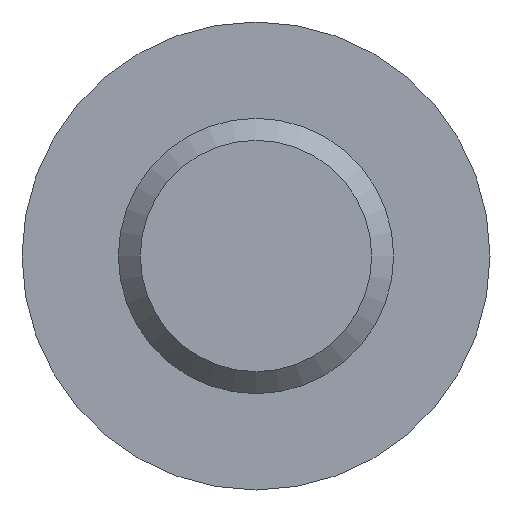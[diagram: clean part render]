
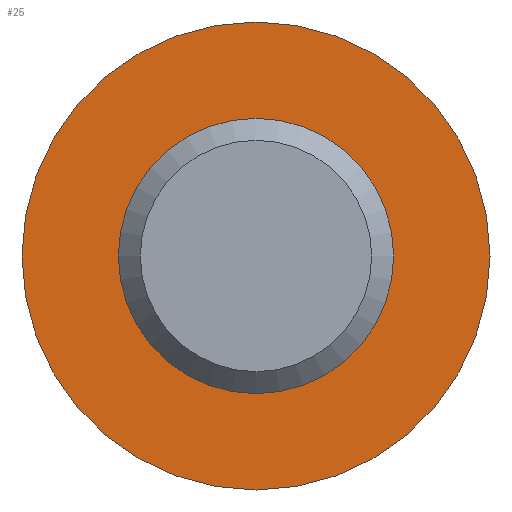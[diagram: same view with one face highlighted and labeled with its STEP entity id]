
A CAD part, front view. The second image highlights one B-rep face of the part: STEP entity #25.
In plain terms, the highlighted planar face has unit normal (0, -1, 0).
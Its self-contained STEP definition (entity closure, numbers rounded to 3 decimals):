
#25 = ADVANCED_FACE ( 'NONE', ( #311, #449 ), #326, .F. ) ;
#29 = ORIENTED_EDGE ( 'NONE', *, *, #56, .F. ) ;
#34 = AXIS2_PLACEMENT_3D ( 'NONE', #78, #407, #501 ) ;
#56 = EDGE_CURVE ( 'NONE', #497, #497, #381, .T. ) ;
#70 = DIRECTION ( 'NONE',  ( 0., 0., 1. ) ) ;
#78 = CARTESIAN_POINT ( 'NONE',  ( 0., 16., 0. ) ) ;
#94 = EDGE_LOOP ( 'NONE', ( #103 ) ) ;
#103 = ORIENTED_EDGE ( 'NONE', *, *, #523, .T. ) ;
#157 = DIRECTION ( 'NONE',  ( 0., 0., -1. ) ) ;
#198 = CIRCLE ( 'NONE', #34, 4.25 ) ;
#281 = AXIS2_PLACEMENT_3D ( 'NONE', #537, #540, #157 ) ;
#290 = VERTEX_POINT ( 'NONE', #330 ) ;
#311 = FACE_BOUND ( 'NONE', #535, .T. ) ;
#326 = PLANE ( 'NONE',  #350 ) ;
#327 = CARTESIAN_POINT ( 'NONE',  ( 0., 16., -2.5 ) ) ;
#328 = CARTESIAN_POINT ( 'NONE',  ( -2.5, 16., 0. ) ) ;
#330 = CARTESIAN_POINT ( 'NONE',  ( 0., 16., -4.25 ) ) ;
#350 = AXIS2_PLACEMENT_3D ( 'NONE', #328, #410, #70 ) ;
#381 = CIRCLE ( 'NONE', #281, 2.5 ) ;
#407 = DIRECTION ( 'NONE',  ( 0., -1., 0. ) ) ;
#410 = DIRECTION ( 'NONE',  ( 0., 1., 0. ) ) ;
#449 = FACE_OUTER_BOUND ( 'NONE', #94, .T. ) ;
#497 = VERTEX_POINT ( 'NONE', #327 ) ;
#501 = DIRECTION ( 'NONE',  ( 0., 0., -1. ) ) ;
#523 = EDGE_CURVE ( 'NONE', #290, #290, #198, .T. ) ;
#535 = EDGE_LOOP ( 'NONE', ( #29 ) ) ;
#537 = CARTESIAN_POINT ( 'NONE',  ( 0., 16., 0. ) ) ;
#540 = DIRECTION ( 'NONE',  ( 0., -1., 0. ) ) ;
